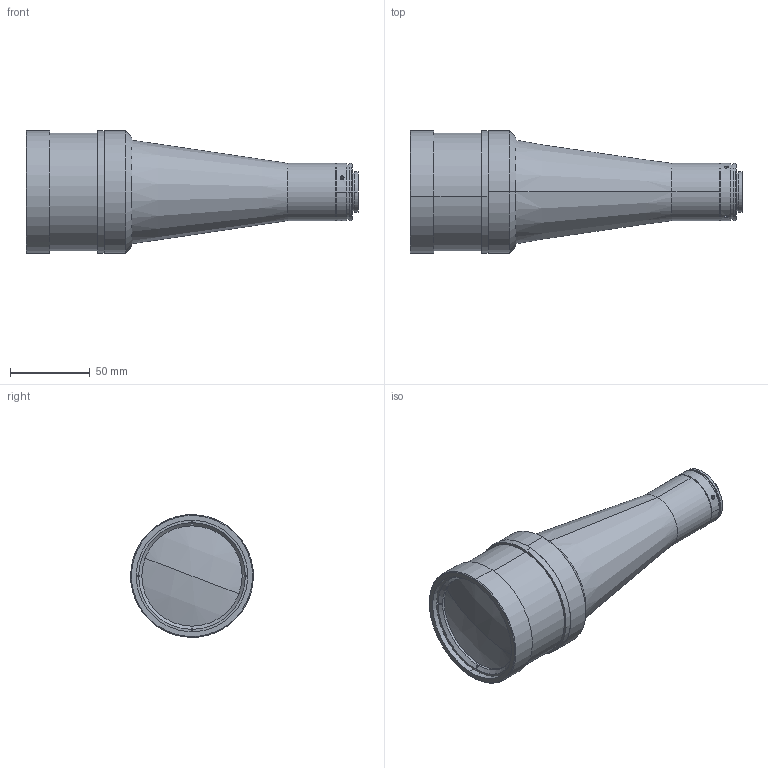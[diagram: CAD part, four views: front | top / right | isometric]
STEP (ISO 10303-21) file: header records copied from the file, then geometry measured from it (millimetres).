
FILE_DESCRIPTION (( 'STEP AP203' ), '1' );
FILE_NAME ('XF-5MDT02X150.STEP', '2015-07-30T02:36:34', ( 'Lxtx999.CoM' ), ( 'Lxtx999.CoM' ), 'SwSTEP 2.0', 'SolidWorks 2014', '' );
FILE_SCHEMA (( 'CONFIG_CONTROL_DESIGN' ));
Length unit declared in the file: millimetre
Products named in the file (1): XF-5MDT02X150
Bounding box: 208.44 x 77 x 77 mm (x, y, z)
Surface area: 50302.9 mm2 (no closed solid volume)
Topology: 0 solids, 11 shells, 96 faces, 240 edges, 160 vertices
Faces by surface type: cylinder 42, plane 38, cone 12, sphere 4
Entity records: 3169 total; most frequent: CARTESIAN_POINT 749, DIRECTION 540, ORIENTED_EDGE 414, EDGE_CURVE 240, AXIS2_PLACEMENT_3D 223, VERTEX_POINT 160, CIRCLE 126, EDGE_LOOP 113
